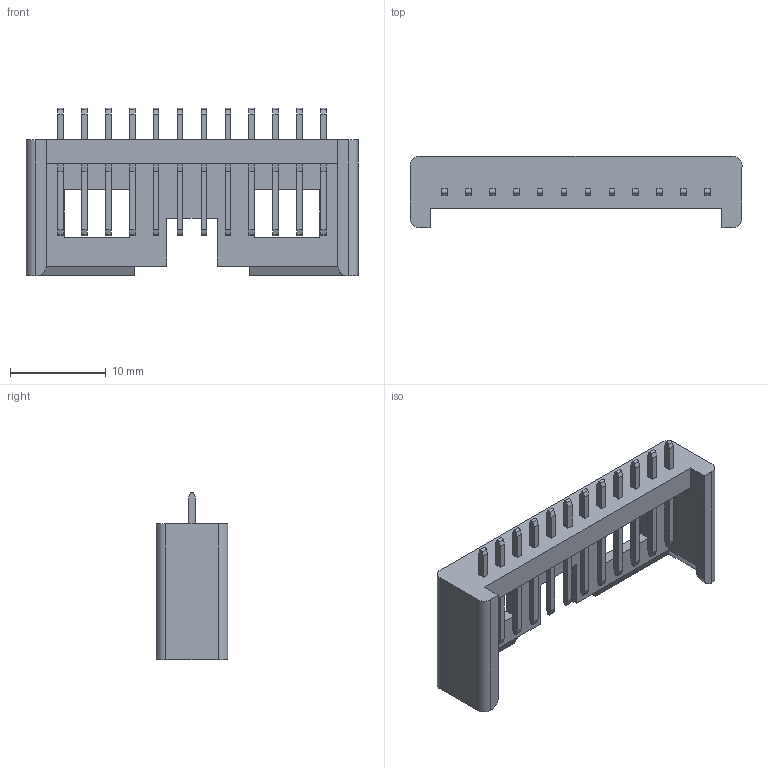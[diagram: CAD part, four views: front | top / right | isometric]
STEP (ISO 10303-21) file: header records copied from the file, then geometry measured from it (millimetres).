
FILE_DESCRIPTION(('OneSpaceDesigner STEP Export'),'2;1');
FILE_NAME('2,5_MSF_O_12.stp','2005-12-12T14:44:29',('oleg_svencickij'),('LumbergConnect_GmbH'),'OneSpace Designer STEP processor for AP214 (Solid Model)','OneSpace Designer 13.20 11-May-2005 (C) CoCreate Software GmbH','');
FILE_SCHEMA(('AUTOMOTIVE_DESIGN { 1 0 10303 214 1 1 1 1 }'));
Length unit declared in the file: millimetre
Products named in the file (1): 2.5_MSF_O_12
Bounding box: 34.7 x 7.5 x 17.5 mm (x, y, z)
Volume: 1041.1 mm3; surface area: 1942.3 mm2
Topology: 1 solids, 1 shells, 236 faces, 622 edges, 412 vertices
Faces by surface type: plane 206, cylinder 30
Entity records: 8457 total; most frequent: ORIENTED_EDGE 1244, CARTESIAN_POINT 1204, DIRECTION 1066, EDGE_CURVE 622, VECTOR 518, LINE 518, VERTEX_POINT 412, AXIS2_PLACEMENT_3D 274
